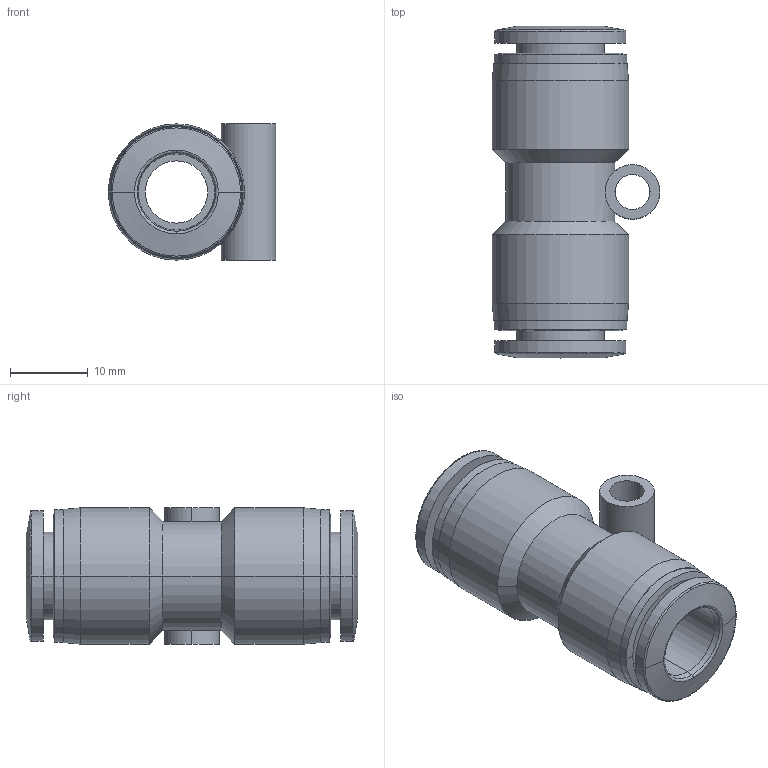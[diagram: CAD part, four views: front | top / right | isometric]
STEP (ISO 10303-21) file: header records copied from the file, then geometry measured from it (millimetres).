
FILE_DESCRIPTION (( 'STEP AP214' ), '1' );
FILE_NAME ('US38.step', '2016-02-24T20:49:29', ( '' ), ( '' ), 'SwSTEP 2.0', 'SolidWorks 2015', '' );
FILE_SCHEMA (( 'AUTOMOTIVE_DESIGN' ));
Length unit declared in the file: inch
Products named in the file (1): US38
Bounding box: 21.5 x 42.6 x 17.5 mm (x, y, z)
Volume: 6056.3 mm3; surface area: 4906.6 mm2
Topology: 1 solids, 1 shells, 66 faces, 150 edges, 92 vertices
Faces by surface type: cylinder 28, cone 20, plane 10, bspline 8
Entity records: 2932 total; most frequent: CARTESIAN_POINT 497, DIRECTION 360, ORIENTED_EDGE 300, AXIS2_PLACEMENT_3D 155, EDGE_CURVE 150, CIRCLE 96, VERTEX_POINT 92, EDGE_LOOP 76
